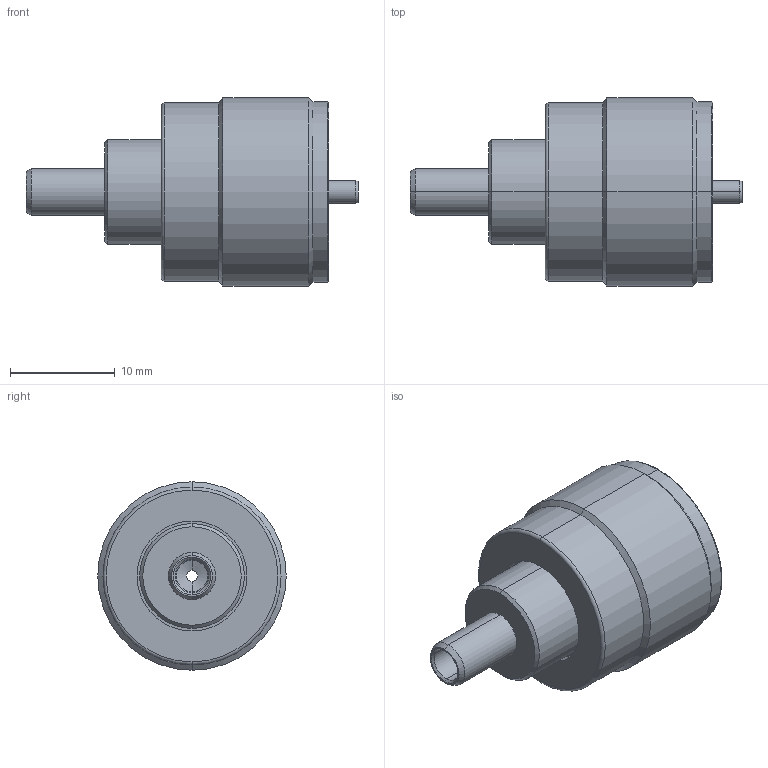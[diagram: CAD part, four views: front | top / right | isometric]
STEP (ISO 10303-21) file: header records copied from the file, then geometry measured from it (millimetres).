
FILE_DESCRIPTION (( 'STEP AP214' ), '1' );
FILE_NAME ('AUM-1700.STEP', '2013-03-26T14:02:11', ( 'x' ), ( '' ), 'SwSTEP 2.0', 'SolidWorks 2012', '' );
FILE_SCHEMA (( 'AUTOMOTIVE_DESIGN' ));
Length unit declared in the file: inch
Products named in the file (1): AUM-1700
Bounding box: 31.7 x 18 x 18 mm (x, y, z)
Volume: 2196.3 mm3; surface area: 3800.2 mm2
Topology: 1 solids, 1 shells, 139 faces, 292 edges, 168 vertices
Faces by surface type: cone 70, cylinder 44, plane 23, torus 2
Entity records: 3810 total; most frequent: DIRECTION 710, CARTESIAN_POINT 648, ORIENTED_EDGE 584, AXIS2_PLACEMENT_3D 294, EDGE_CURVE 292, VERTEX_POINT 168, EDGE_LOOP 154, CIRCLE 154
